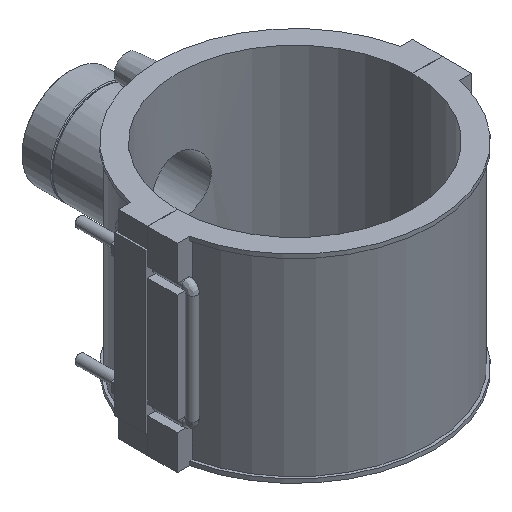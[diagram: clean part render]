
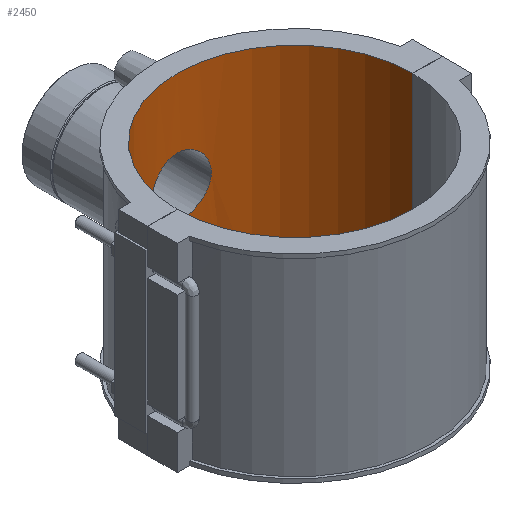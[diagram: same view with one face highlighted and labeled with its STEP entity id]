
A CAD part, isometric view. The second image highlights one B-rep face of the part: STEP entity #2450.
In plain terms, the highlighted cylindrical face has radius 70 mm (diameter 140 mm), a partial arc.
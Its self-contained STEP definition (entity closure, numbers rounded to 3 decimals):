
#175=LINE('',#4694,#386);
#202=LINE('',#4928,#413);
#386=VECTOR('',#3161,118.);
#413=VECTOR('',#3274,118.);
#447=B_SPLINE_CURVE_WITH_KNOTS('',3,(#3445,#3446,#3447,#3448,#3449,#3450,
#3451,#3452,#3453,#3454,#3455,#3456,#3457,#3458,#3459,#3460,#3461,#3462,
#3463,#3464,#3465,#3466,#3467,#3468,#3469,#3470,#3471,#3472,#3473,#3474,
#3475,#3476,#3477,#3478,#3479,#3480,#3481,#3482,#3483,#3484,#3485,#3486,
#3487,#3488,#3489,#3490,#3491,#3492,#3493,#3494,#3495,#3496,#3497,#3498,
#3499,#3500,#3501,#3502,#3503,#3504,#3505,#3506,#3507,#3508,#3509,#3510),
 .UNSPECIFIED.,.T.,.F.,(4,2,2,2,2,2,2,2,2,2,2,2,2,2,2,2,2,2,2,2,2,2,2,2,
2,2,2,2,2,2,2,2,4),(0.,0.34,0.679,1.019,
1.358,1.698,2.037,2.376,2.716,
3.055,3.395,3.734,4.074,4.413,
4.753,5.092,5.432,5.771,6.111,
6.45,6.79,7.129,7.469,7.808,
8.148,8.487,8.827,9.166,9.506,
9.845,10.185,10.524,10.864),
 .UNSPECIFIED.);
#605=CYLINDRICAL_SURFACE('',#2673,70.);
#658=FACE_BOUND('',#981,.T.);
#785=FACE_OUTER_BOUND('',#980,.T.);
#980=EDGE_LOOP('',(#2215,#2216,#2217,#2218));
#981=EDGE_LOOP('',(#2219));
#1083=CIRCLE('',#2670,70.);
#1084=CIRCLE('',#2672,70.);
#1095=VERTEX_POINT('',#3444);
#1272=VERTEX_POINT('',#4691);
#1273=VERTEX_POINT('',#4693);
#1300=VERTEX_POINT('',#4925);
#1301=VERTEX_POINT('',#4927);
#1323=EDGE_CURVE('',#1095,#1095,#447,.T.);
#1566=EDGE_CURVE('',#1273,#1272,#175,.T.);
#1615=EDGE_CURVE('',#1301,#1300,#202,.T.);
#1618=EDGE_CURVE('',#1273,#1300,#1083,.T.);
#1619=EDGE_CURVE('',#1301,#1272,#1084,.T.);
#2215=ORIENTED_EDGE('',*,*,#1615,.T.);
#2216=ORIENTED_EDGE('',*,*,#1618,.F.);
#2217=ORIENTED_EDGE('',*,*,#1566,.T.);
#2218=ORIENTED_EDGE('',*,*,#1619,.F.);
#2219=ORIENTED_EDGE('',*,*,#1323,.T.);
#2450=ADVANCED_FACE('',(#785,#658),#605,.F.);
#2670=AXIS2_PLACEMENT_3D('',#4933,#3279,#3280);
#2672=AXIS2_PLACEMENT_3D('',#4935,#3283,#3284);
#2673=AXIS2_PLACEMENT_3D('',#4938,#3287,#3288);
#3161=DIRECTION('',(0.,0.,-1.));
#3274=DIRECTION('',(0.,0.,1.));
#3279=DIRECTION('center_axis',(0.,0.,-1.));
#3280=DIRECTION('ref_axis',(-1.,0.,0.));
#3283=DIRECTION('center_axis',(0.,0.,1.));
#3284=DIRECTION('ref_axis',(-1.,0.,0.));
#3287=DIRECTION('center_axis',(0.,0.,1.));
#3288=DIRECTION('ref_axis',(-1.,0.,0.));
#3444=CARTESIAN_POINT('',(17.938,67.663,0.));
#3445=CARTESIAN_POINT('Ctrl Pts',(17.938,67.663,0.));
#3446=CARTESIAN_POINT('Ctrl Pts',(17.938,67.663,-1.132));
#3447=CARTESIAN_POINT('Ctrl Pts',(17.829,67.692,-2.3));
#3448=CARTESIAN_POINT('Ctrl Pts',(17.373,67.81,-4.622));
#3449=CARTESIAN_POINT('Ctrl Pts',(17.025,67.9,-5.775));
#3450=CARTESIAN_POINT('Ctrl Pts',(16.108,68.123,-7.983));
#3451=CARTESIAN_POINT('Ctrl Pts',(15.538,68.257,-9.04));
#3452=CARTESIAN_POINT('Ctrl Pts',(14.223,68.543,-10.994));
#3453=CARTESIAN_POINT('Ctrl Pts',(13.478,68.695,-11.891));
#3454=CARTESIAN_POINT('Ctrl Pts',(11.891,68.987,-13.477));
#3455=CARTESIAN_POINT('Ctrl Pts',(10.994,69.138,-14.223));
#3456=CARTESIAN_POINT('Ctrl Pts',(9.04,69.421,-15.538));
#3457=CARTESIAN_POINT('Ctrl Pts',(7.983,69.552,-16.108));
#3458=CARTESIAN_POINT('Ctrl Pts',(5.774,69.77,-17.025));
#3459=CARTESIAN_POINT('Ctrl Pts',(4.622,69.857,-17.373));
#3460=CARTESIAN_POINT('Ctrl Pts',(2.3,69.972,-17.829));
#3461=CARTESIAN_POINT('Ctrl Pts',(1.132,70.,-17.938));
#3462=CARTESIAN_POINT('Ctrl Pts',(-1.132,70.,-17.938));
#3463=CARTESIAN_POINT('Ctrl Pts',(-2.3,69.972,-17.829));
#3464=CARTESIAN_POINT('Ctrl Pts',(-4.622,69.857,-17.373));
#3465=CARTESIAN_POINT('Ctrl Pts',(-5.774,69.77,-17.025));
#3466=CARTESIAN_POINT('Ctrl Pts',(-7.983,69.552,-16.108));
#3467=CARTESIAN_POINT('Ctrl Pts',(-9.04,69.421,-15.538));
#3468=CARTESIAN_POINT('Ctrl Pts',(-10.994,69.138,-14.223));
#3469=CARTESIAN_POINT('Ctrl Pts',(-11.891,68.987,-13.477));
#3470=CARTESIAN_POINT('Ctrl Pts',(-13.478,68.695,-11.891));
#3471=CARTESIAN_POINT('Ctrl Pts',(-14.223,68.543,-10.994));
#3472=CARTESIAN_POINT('Ctrl Pts',(-15.538,68.257,-9.04));
#3473=CARTESIAN_POINT('Ctrl Pts',(-16.108,68.123,-7.983));
#3474=CARTESIAN_POINT('Ctrl Pts',(-17.025,67.9,-5.775));
#3475=CARTESIAN_POINT('Ctrl Pts',(-17.373,67.81,-4.622));
#3476=CARTESIAN_POINT('Ctrl Pts',(-17.829,67.692,-2.3));
#3477=CARTESIAN_POINT('Ctrl Pts',(-17.938,67.663,-1.132));
#3478=CARTESIAN_POINT('Ctrl Pts',(-17.938,67.663,1.132));
#3479=CARTESIAN_POINT('Ctrl Pts',(-17.829,67.692,2.3));
#3480=CARTESIAN_POINT('Ctrl Pts',(-17.373,67.81,4.622));
#3481=CARTESIAN_POINT('Ctrl Pts',(-17.025,67.9,5.775));
#3482=CARTESIAN_POINT('Ctrl Pts',(-16.108,68.123,7.983));
#3483=CARTESIAN_POINT('Ctrl Pts',(-15.538,68.257,9.04));
#3484=CARTESIAN_POINT('Ctrl Pts',(-14.223,68.543,10.994));
#3485=CARTESIAN_POINT('Ctrl Pts',(-13.478,68.695,11.891));
#3486=CARTESIAN_POINT('Ctrl Pts',(-11.891,68.987,13.477));
#3487=CARTESIAN_POINT('Ctrl Pts',(-10.994,69.138,14.223));
#3488=CARTESIAN_POINT('Ctrl Pts',(-9.04,69.421,15.538));
#3489=CARTESIAN_POINT('Ctrl Pts',(-7.983,69.552,16.108));
#3490=CARTESIAN_POINT('Ctrl Pts',(-5.774,69.77,17.025));
#3491=CARTESIAN_POINT('Ctrl Pts',(-4.622,69.857,17.373));
#3492=CARTESIAN_POINT('Ctrl Pts',(-2.3,69.972,17.829));
#3493=CARTESIAN_POINT('Ctrl Pts',(-1.132,70.,17.938));
#3494=CARTESIAN_POINT('Ctrl Pts',(1.132,70.,17.938));
#3495=CARTESIAN_POINT('Ctrl Pts',(2.3,69.972,17.829));
#3496=CARTESIAN_POINT('Ctrl Pts',(4.622,69.857,17.373));
#3497=CARTESIAN_POINT('Ctrl Pts',(5.774,69.77,17.025));
#3498=CARTESIAN_POINT('Ctrl Pts',(7.983,69.552,16.108));
#3499=CARTESIAN_POINT('Ctrl Pts',(9.04,69.421,15.538));
#3500=CARTESIAN_POINT('Ctrl Pts',(10.994,69.138,14.223));
#3501=CARTESIAN_POINT('Ctrl Pts',(11.891,68.987,13.477));
#3502=CARTESIAN_POINT('Ctrl Pts',(13.478,68.695,11.891));
#3503=CARTESIAN_POINT('Ctrl Pts',(14.223,68.543,10.994));
#3504=CARTESIAN_POINT('Ctrl Pts',(15.538,68.257,9.04));
#3505=CARTESIAN_POINT('Ctrl Pts',(16.108,68.123,7.983));
#3506=CARTESIAN_POINT('Ctrl Pts',(17.025,67.9,5.775));
#3507=CARTESIAN_POINT('Ctrl Pts',(17.373,67.81,4.622));
#3508=CARTESIAN_POINT('Ctrl Pts',(17.829,67.692,2.3));
#3509=CARTESIAN_POINT('Ctrl Pts',(17.938,67.663,1.132));
#3510=CARTESIAN_POINT('Ctrl Pts',(17.938,67.663,0.));
#4691=CARTESIAN_POINT('',(-70.,0.05,-59.));
#4693=CARTESIAN_POINT('',(-70.,0.05,59.));
#4694=CARTESIAN_POINT('',(-70.,0.05,0.));
#4925=CARTESIAN_POINT('',(70.,0.05,59.));
#4927=CARTESIAN_POINT('',(70.,0.05,-59.));
#4928=CARTESIAN_POINT('',(70.,0.05,0.));
#4933=CARTESIAN_POINT('Origin',(0.,0.,59.));
#4935=CARTESIAN_POINT('Origin',(0.,0.,-59.));
#4938=CARTESIAN_POINT('Origin',(0.,0.,0.));
